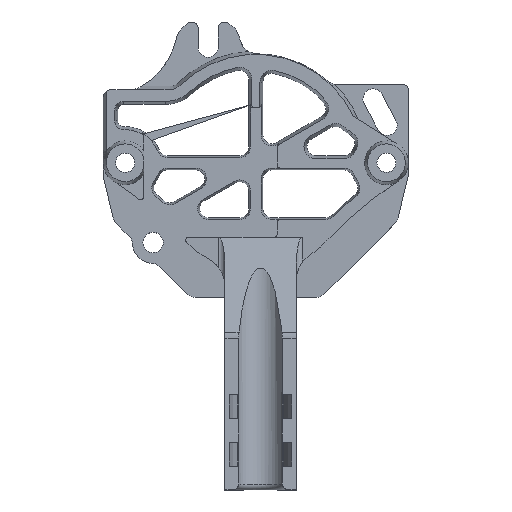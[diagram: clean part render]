
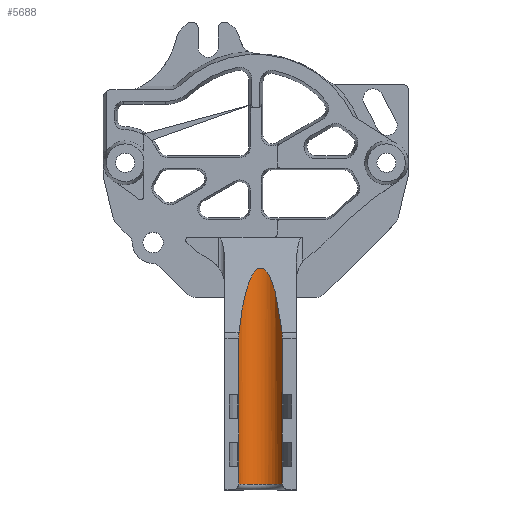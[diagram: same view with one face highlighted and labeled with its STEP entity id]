
A CAD part, top view. The second image highlights one B-rep face of the part: STEP entity #5688.
In plain terms, the highlighted cylindrical face has radius 4 mm (diameter 8 mm), a partial arc.
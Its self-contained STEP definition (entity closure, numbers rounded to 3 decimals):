
#36=ELLIPSE('',#6320,19.199,4.);
#65=B_SPLINE_CURVE_WITH_KNOTS('',3,(#9961,#9962,#9963,#9964),
 .UNSPECIFIED.,.F.,.F.,(4,4),(2.033,2.133),
 .UNSPECIFIED.);
#66=B_SPLINE_CURVE_WITH_KNOTS('',3,(#9986,#9987,#9988,#9989),
 .UNSPECIFIED.,.F.,.F.,(4,4),(0.577,0.678),
 .UNSPECIFIED.);
#145=CYLINDRICAL_SURFACE('',#6319,4.);
#589=FACE_OUTER_BOUND('',#938,.T.);
#938=EDGE_LOOP('',(#5071,#5072,#5073,#5074,#5075,#5076,#5077,#5078,#5079,
#5080,#5081,#5082,#5083,#5084));
#1427=LINE('',#9886,#1926);
#1431=LINE('',#9894,#1930);
#1434=LINE('',#9899,#1933);
#1455=LINE('',#9968,#1954);
#1459=LINE('',#9976,#1958);
#1463=LINE('',#9983,#1962);
#1465=LINE('',#9992,#1964);
#1466=LINE('',#9993,#1965);
#1467=LINE('',#9995,#1966);
#1468=LINE('',#9996,#1967);
#1926=VECTOR('',#7926,10.);
#1930=VECTOR('',#7930,10.);
#1933=VECTOR('',#7933,10.);
#1954=VECTOR('',#7984,10.);
#1958=VECTOR('',#7988,10.);
#1962=VECTOR('',#7992,10.);
#1964=VECTOR('',#7998,10.);
#1965=VECTOR('',#7999,10.);
#1966=VECTOR('',#8002,10.);
#1967=VECTOR('',#8003,10.);
#2260=CIRCLE('',#6300,4.);
#2740=VERTEX_POINT('',#9745);
#2751=VERTEX_POINT('',#9859);
#2752=VERTEX_POINT('',#9870);
#2754=VERTEX_POINT('',#9885);
#2757=VERTEX_POINT('',#9891);
#2758=VERTEX_POINT('',#9893);
#2760=VERTEX_POINT('',#9898);
#2775=VERTEX_POINT('',#9958);
#2776=VERTEX_POINT('',#9960);
#2777=VERTEX_POINT('',#9967);
#2780=VERTEX_POINT('',#9973);
#2781=VERTEX_POINT('',#9975);
#2784=VERTEX_POINT('',#9981);
#2785=VERTEX_POINT('',#9985);
#3531=EDGE_CURVE('',#2752,#2751,#2260,.T.);
#3534=EDGE_CURVE('',#2754,#2752,#1427,.T.);
#3538=EDGE_CURVE('',#2758,#2757,#1431,.T.);
#3541=EDGE_CURVE('',#2760,#2740,#1434,.T.);
#3569=EDGE_CURVE('',#2776,#2775,#65,.T.);
#3571=EDGE_CURVE('',#2777,#2776,#1455,.T.);
#3575=EDGE_CURVE('',#2781,#2780,#1459,.T.);
#3579=EDGE_CURVE('',#2751,#2784,#1463,.T.);
#3580=EDGE_CURVE('',#2785,#2760,#66,.T.);
#3582=EDGE_CURVE('',#2784,#2781,#1465,.T.);
#3583=EDGE_CURVE('',#2780,#2777,#1466,.T.);
#3584=EDGE_CURVE('',#2775,#2785,#36,.T.);
#3585=EDGE_CURVE('',#2740,#2758,#1467,.T.);
#3586=EDGE_CURVE('',#2757,#2754,#1468,.T.);
#5071=ORIENTED_EDGE('',*,*,#3531,.T.);
#5072=ORIENTED_EDGE('',*,*,#3579,.T.);
#5073=ORIENTED_EDGE('',*,*,#3582,.T.);
#5074=ORIENTED_EDGE('',*,*,#3575,.T.);
#5075=ORIENTED_EDGE('',*,*,#3583,.T.);
#5076=ORIENTED_EDGE('',*,*,#3571,.T.);
#5077=ORIENTED_EDGE('',*,*,#3569,.T.);
#5078=ORIENTED_EDGE('',*,*,#3584,.T.);
#5079=ORIENTED_EDGE('',*,*,#3580,.T.);
#5080=ORIENTED_EDGE('',*,*,#3541,.T.);
#5081=ORIENTED_EDGE('',*,*,#3585,.T.);
#5082=ORIENTED_EDGE('',*,*,#3538,.T.);
#5083=ORIENTED_EDGE('',*,*,#3586,.T.);
#5084=ORIENTED_EDGE('',*,*,#3534,.T.);
#5688=ADVANCED_FACE('',(#589),#145,.F.);
#6300=AXIS2_PLACEMENT_3D('',#9871,#7920,#7921);
#6319=AXIS2_PLACEMENT_3D('',#9991,#7996,#7997);
#6320=AXIS2_PLACEMENT_3D('',#9994,#8000,#8001);
#7920=DIRECTION('center_axis',(0.,-1.,0.));
#7921=DIRECTION('ref_axis',(0.,0.,
-1.));
#7926=DIRECTION('',(0.,-1.,0.));
#7930=DIRECTION('',(0.,-1.,0.));
#7933=DIRECTION('',(0.,-1.,0.));
#7984=DIRECTION('',(0.,1.,0.));
#7988=DIRECTION('',(0.,1.,0.));
#7992=DIRECTION('',(0.,1.,0.));
#7996=DIRECTION('center_axis',(0.,-1.,0.));
#7997=DIRECTION('ref_axis',(-1.,0.,0.));
#7998=DIRECTION('',(0.,1.,0.));
#7999=DIRECTION('',(0.,1.,0.));
#8000=DIRECTION('center_axis',(0.,0.208,0.978));
#8001=DIRECTION('ref_axis',(0.,0.978,-0.208));
#8002=DIRECTION('',(0.,-1.,0.));
#8003=DIRECTION('',(0.,-1.,0.));
#9745=CARTESIAN_POINT('',(-2.866,-40.4,8.5));
#9859=CARTESIAN_POINT('',(4.466,-55.4,8.5));
#9870=CARTESIAN_POINT('',(-2.866,-55.4,8.5));
#9871=CARTESIAN_POINT('Origin',(0.8,-55.4,10.1));
#9885=CARTESIAN_POINT('',(-2.866,-52.4,8.5));
#9886=CARTESIAN_POINT('',(-2.866,-56.4,8.5));
#9891=CARTESIAN_POINT('',(-2.866,-48.4,8.5));
#9893=CARTESIAN_POINT('',(-2.866,-44.4,8.5));
#9894=CARTESIAN_POINT('',(-2.866,-56.4,8.5));
#9898=CARTESIAN_POINT('',(-2.866,-30.927,8.5));
#9899=CARTESIAN_POINT('',(-2.866,-56.4,8.5));
#9958=CARTESIAN_POINT('',(4.416,-29.885,8.39));
#9960=CARTESIAN_POINT('',(4.466,-30.927,8.5));
#9961=CARTESIAN_POINT('Ctrl Pts',(4.466,-30.927,8.5));
#9962=CARTESIAN_POINT('Ctrl Pts',(4.466,-30.592,8.5));
#9963=CARTESIAN_POINT('Ctrl Pts',(4.451,-30.235,8.465));
#9964=CARTESIAN_POINT('Ctrl Pts',(4.416,-29.885,8.39));
#9967=CARTESIAN_POINT('',(4.466,-40.4,8.5));
#9968=CARTESIAN_POINT('',(4.466,-56.4,8.5));
#9973=CARTESIAN_POINT('',(4.466,-44.4,8.5));
#9975=CARTESIAN_POINT('',(4.466,-48.4,8.5));
#9976=CARTESIAN_POINT('',(4.466,-56.4,8.5));
#9981=CARTESIAN_POINT('',(4.466,-52.4,8.5));
#9983=CARTESIAN_POINT('',(4.466,-56.4,8.5));
#9985=CARTESIAN_POINT('',(-2.816,-29.885,8.39));
#9986=CARTESIAN_POINT('Ctrl Pts',(-2.816,-29.885,8.39));
#9987=CARTESIAN_POINT('Ctrl Pts',(-2.851,-30.235,8.465));
#9988=CARTESIAN_POINT('Ctrl Pts',(-2.866,-30.592,8.5));
#9989=CARTESIAN_POINT('Ctrl Pts',(-2.866,-30.927,8.5));
#9991=CARTESIAN_POINT('Origin',(0.8,-56.4,10.1));
#9992=CARTESIAN_POINT('',(4.466,-56.4,8.5));
#9993=CARTESIAN_POINT('',(4.466,-56.4,8.5));
#9994=CARTESIAN_POINT('Origin',(0.8,-37.911,10.1));
#9995=CARTESIAN_POINT('',(-2.866,-56.4,8.5));
#9996=CARTESIAN_POINT('',(-2.866,-56.4,8.5));
